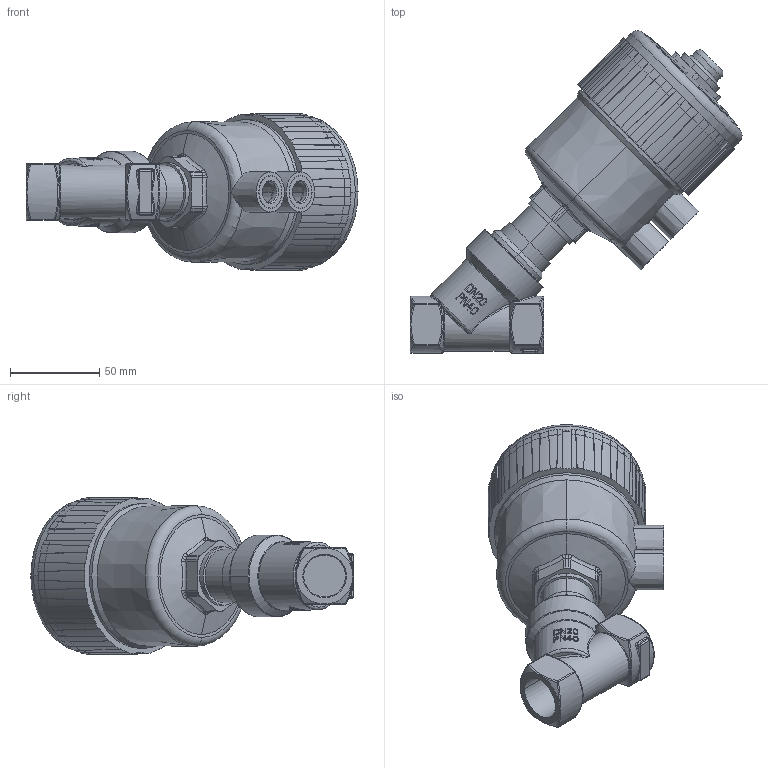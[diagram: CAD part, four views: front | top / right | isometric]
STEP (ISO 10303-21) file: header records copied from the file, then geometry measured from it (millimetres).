
FILE_DESCRIPTION((''),'2;1');
FILE_NAME('21IA5T20GC2_INGOMBRO_ASM','2010-01-07T',('romeri'),('O.D.E.'),'PRO/ENGINEER BY PARAMETRIC TECHNOLOGY CORPORATION, 2005450','PRO/ENGINEER BY PARAMETRIC TECHNOLOGY CORPORATION, 2005450','');
FILE_SCHEMA(('CONFIG_CONTROL_DESIGN'));
Length unit declared in the file: millimetre
Products named in the file (8): 450IA5_INGOMBRO; 500032_INGOMBRO; 500026_INGOMBRO; 500025_INGOMBRO; 500027_INGOMBRO_ASM; 500028_INGOMBRO; 500029_INGOMBRO; 21IA5T20GC2_INGOMBRO_ASM
Assembly tree (8 placements, depth 3):
  21IA5T20GC2_INGOMBRO_ASM
    450IA5_INGOMBRO
    500032_INGOMBRO
    500027_INGOMBRO_ASM
      500026_INGOMBRO
      500025_INGOMBRO  x2
    500028_INGOMBRO
    500029_INGOMBRO
Bounding box: 186.43 x 180.98 x 88.18 mm (x, y, z)
Volume: 872931.5 mm3; surface area: 110522.4 mm2
Topology: 7 solids, 9 shells, 1060 faces, 2593 edges, 1601 vertices
Faces by surface type: plane 490, cone 234, cylinder 180, bspline 81, torus 47, sphere 28
Entity records: 42384 total; most frequent: CARTESIAN_POINT 11300, ORIENTED_EDGE 5142, DIRECTION 4467, EDGE_CURVE 2571, AXIS2_PLACEMENT_3D 1764, VERTEX_POINT 1587, EDGE_LOOP 1104, PRESENTATION_STYLE_ASSIGNMENT 1098
